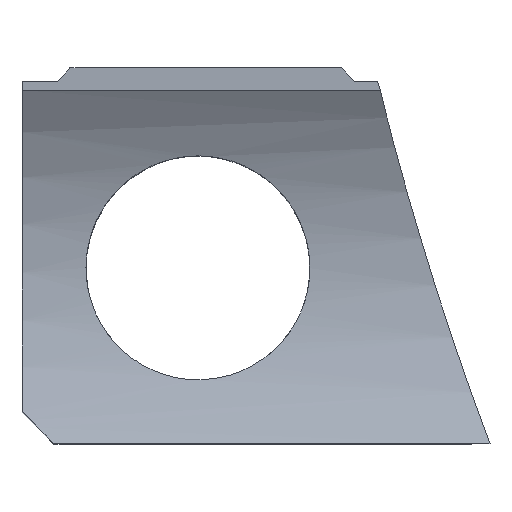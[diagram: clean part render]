
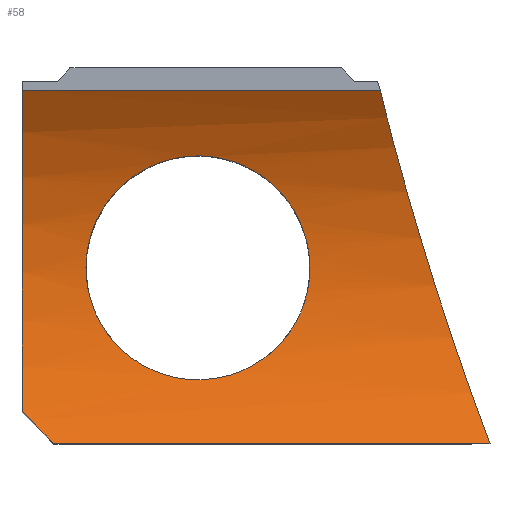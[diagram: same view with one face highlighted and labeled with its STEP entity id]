
A CAD part, top view. The second image highlights one B-rep face of the part: STEP entity #58.
In plain terms, the highlighted cylindrical face has radius 10 mm (diameter 20 mm), a partial arc.
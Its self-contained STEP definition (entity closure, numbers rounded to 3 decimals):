
#35=FACE_BOUND('',#105,.T.);
#36=FACE_BOUND('',#106,.T.);
#39=CYLINDRICAL_SURFACE('',#400,10.);
#40=B_SPLINE_CURVE_WITH_KNOTS('',3,(#548,#549,#550,#551,#552,#553,#554,
#555,#556,#557,#558,#559,#560,#561,#562,#563,#564,#565,#566,#567,#568,#569,
#570,#571,#572,#573,#574,#575,#576,#577,#578),.UNSPECIFIED.,.F.,.F.,(4,
3,3,3,3,3,3,3,3,3,4),(0.,0.103,0.206,0.312,
0.422,0.528,0.629,0.731,
0.839,0.949,1.),.UNSPECIFIED.);
#41=B_SPLINE_CURVE_WITH_KNOTS('',3,(#582,#583,#584,#585,#586,#587,#588,
#589,#590,#591,#592,#593,#594,#595,#596,#597,#598,#599,#600,#601,#602,#603,
#604,#605,#606,#607,#608,#609,#610,#611,#612),.UNSPECIFIED.,.F.,.F.,(4,
3,3,3,3,3,3,3,3,3,4),(0.,0.103,0.205,0.312,
0.422,0.528,0.629,0.731,
0.839,0.949,1.),.UNSPECIFIED.);
#42=ELLIPSE('',#385,14.142,10.);
#47=ELLIPSE('',#397,10.526,10.);
#58=ADVANCED_FACE('',(#35,#36),#39,.F.);
#105=EDGE_LOOP('',(#168,#169,#170,#171,#172));
#106=EDGE_LOOP('',(#173,#174));
#115=CIRCLE('',#387,10.);
#168=ORIENTED_EDGE('',*,*,#273,.T.);
#169=ORIENTED_EDGE('',*,*,#271,.T.);
#170=ORIENTED_EDGE('',*,*,#274,.F.);
#171=ORIENTED_EDGE('',*,*,#254,.F.);
#172=ORIENTED_EDGE('',*,*,#252,.T.);
#173=ORIENTED_EDGE('',*,*,#262,.F.);
#174=ORIENTED_EDGE('',*,*,#264,.F.);
#219=VERTEX_POINT('',#527);
#220=VERTEX_POINT('',#529);
#221=VERTEX_POINT('',#533);
#226=VERTEX_POINT('',#547);
#227=VERTEX_POINT('',#579);
#231=VERTEX_POINT('',#624);
#232=VERTEX_POINT('',#626);
#252=EDGE_CURVE('',#220,#219,#42,.T.);
#254=EDGE_CURVE('',#220,#221,#115,.T.);
#262=EDGE_CURVE('',#226,#227,#40,.T.);
#264=EDGE_CURVE('',#227,#226,#41,.T.);
#271=EDGE_CURVE('',#232,#231,#47,.T.);
#273=EDGE_CURVE('',#219,#232,#309,.T.);
#274=EDGE_CURVE('',#221,#231,#310,.T.);
#309=LINE('',#629,#345);
#310=LINE('',#631,#346);
#345=VECTOR('',#470,1.);
#346=VECTOR('',#473,1.);
#385=AXIS2_PLACEMENT_3D('',#528,#430,#431);
#387=AXIS2_PLACEMENT_3D('',#532,#435,#436);
#397=AXIS2_PLACEMENT_3D('',#625,#465,#466);
#400=AXIS2_PLACEMENT_3D('',#632,#474,#475);
#430=DIRECTION('',(-0.707,-0.707,0.));
#431=DIRECTION('',(0.707,-0.707,0.));
#435=DIRECTION('',(1.,0.,0.));
#436=DIRECTION('',(0.,-0.453,-0.892));
#465=DIRECTION('',(0.95,0.295,-0.103));
#466=DIRECTION('',(0.312,-0.896,0.314));
#470=DIRECTION('',(1.,0.,0.));
#473=DIRECTION('',(1.,0.,0.));
#474=DIRECTION('',(1.,0.,0.));
#475=DIRECTION('',(0.,-1.,0.));
#527=CARTESIAN_POINT('',(-4.5,-5.5,8.5));
#528=CARTESIAN_POINT('',(-10.025,0.025,16.835));
#529=CARTESIAN_POINT('',(-5.5,-4.5,7.917));
#532=CARTESIAN_POINT('',(-5.5,0.025,16.835));
#533=CARTESIAN_POINT('',(-5.5,5.55,8.5));
#547=CARTESIAN_POINT('',(0.,3.5,7.458));
#548=CARTESIAN_POINT('',(0.,3.5,7.458));
#549=CARTESIAN_POINT('',(-0.378,3.5,7.458));
#550=CARTESIAN_POINT('',(-0.762,3.437,7.434));
#551=CARTESIAN_POINT('',(-1.118,3.317,7.392));
#552=CARTESIAN_POINT('',(-1.474,3.197,7.351));
#553=CARTESIAN_POINT('',(-1.813,3.017,7.29));
#554=CARTESIAN_POINT('',(-2.11,2.793,7.226));
#555=CARTESIAN_POINT('',(-2.418,2.56,7.159));
#556=CARTESIAN_POINT('',(-2.69,2.272,7.085));
#557=CARTESIAN_POINT('',(-2.906,1.95,7.022));
#558=CARTESIAN_POINT('',(-3.128,1.62,6.957));
#559=CARTESIAN_POINT('',(-3.296,1.243,6.902));
#560=CARTESIAN_POINT('',(-3.394,0.854,6.87));
#561=CARTESIAN_POINT('',(-3.489,0.479,6.838));
#562=CARTESIAN_POINT('',(-3.52,0.08,6.828));
#563=CARTESIAN_POINT('',(-3.487,-0.306,6.841));
#564=CARTESIAN_POINT('',(-3.454,-0.676,6.853));
#565=CARTESIAN_POINT('',(-3.361,-1.044,6.887));
#566=CARTESIAN_POINT('',(-3.215,-1.383,6.935));
#567=CARTESIAN_POINT('',(-3.068,-1.726,6.984));
#568=CARTESIAN_POINT('',(-2.863,-2.047,7.048));
#569=CARTESIAN_POINT('',(-2.616,-2.325,7.115));
#570=CARTESIAN_POINT('',(-2.357,-2.617,7.186));
#571=CARTESIAN_POINT('',(-2.045,-2.867,7.26));
#572=CARTESIAN_POINT('',(-1.703,-3.058,7.322));
#573=CARTESIAN_POINT('',(-1.355,-3.252,7.385));
#574=CARTESIAN_POINT('',(-0.966,-3.388,7.435));
#575=CARTESIAN_POINT('',(-0.569,-3.453,7.46));
#576=CARTESIAN_POINT('',(-0.381,-3.484,7.471));
#577=CARTESIAN_POINT('',(-0.19,-3.5,7.477));
#578=CARTESIAN_POINT('',(0.,-3.5,7.477));
#579=CARTESIAN_POINT('',(0.,-3.5,7.477));
#582=CARTESIAN_POINT('',(0.,-3.5,7.477));
#583=CARTESIAN_POINT('',(0.378,-3.5,7.477));
#584=CARTESIAN_POINT('',(0.761,-3.437,7.453));
#585=CARTESIAN_POINT('',(1.117,-3.317,7.41));
#586=CARTESIAN_POINT('',(1.472,-3.197,7.368));
#587=CARTESIAN_POINT('',(1.81,-3.018,7.307));
#588=CARTESIAN_POINT('',(2.107,-2.795,7.241));
#589=CARTESIAN_POINT('',(2.415,-2.562,7.173));
#590=CARTESIAN_POINT('',(2.688,-2.275,7.098));
#591=CARTESIAN_POINT('',(2.904,-1.954,7.033));
#592=CARTESIAN_POINT('',(3.126,-1.623,6.966));
#593=CARTESIAN_POINT('',(3.295,-1.247,6.909));
#594=CARTESIAN_POINT('',(3.394,-0.857,6.874));
#595=CARTESIAN_POINT('',(3.488,-0.482,6.841));
#596=CARTESIAN_POINT('',(3.521,-0.082,6.828));
#597=CARTESIAN_POINT('',(3.487,0.304,6.839));
#598=CARTESIAN_POINT('',(3.454,0.674,6.849));
#599=CARTESIAN_POINT('',(3.361,1.043,6.881));
#600=CARTESIAN_POINT('',(3.216,1.382,6.928));
#601=CARTESIAN_POINT('',(3.068,1.725,6.975));
#602=CARTESIAN_POINT('',(2.863,2.047,7.037));
#603=CARTESIAN_POINT('',(2.617,2.324,7.103));
#604=CARTESIAN_POINT('',(2.358,2.616,7.172));
#605=CARTESIAN_POINT('',(2.046,2.866,7.245));
#606=CARTESIAN_POINT('',(1.705,3.057,7.306));
#607=CARTESIAN_POINT('',(1.357,3.251,7.367));
#608=CARTESIAN_POINT('',(0.968,3.387,7.417));
#609=CARTESIAN_POINT('',(0.572,3.453,7.441));
#610=CARTESIAN_POINT('',(0.383,3.484,7.452));
#611=CARTESIAN_POINT('',(0.191,3.5,7.458));
#612=CARTESIAN_POINT('',(0.,3.5,7.458));
#624=CARTESIAN_POINT('',(5.702,5.55,8.5));
#625=CARTESIAN_POINT('',(8.323,0.025,16.835));
#626=CARTESIAN_POINT('',(9.13,-5.5,8.5));
#629=CARTESIAN_POINT('',(-4.5,-5.5,8.5));
#631=CARTESIAN_POINT('',(-5.5,5.55,8.5));
#632=CARTESIAN_POINT('',(-25.,0.025,16.835));
